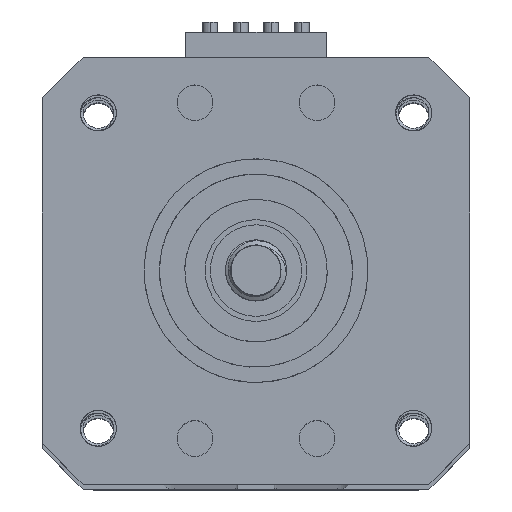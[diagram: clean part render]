
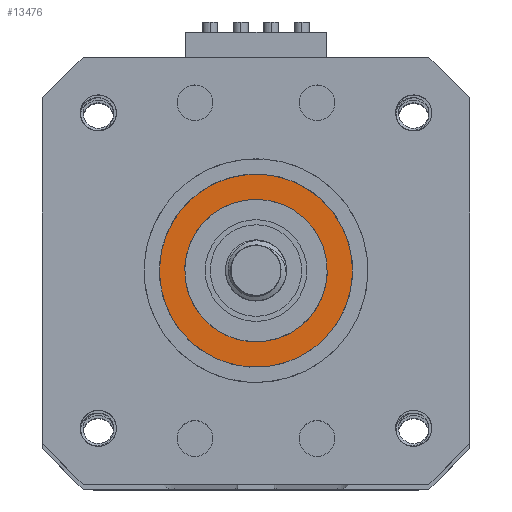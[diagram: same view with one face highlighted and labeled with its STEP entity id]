
A CAD part, top view. The second image highlights one B-rep face of the part: STEP entity #13476.
In plain terms, the highlighted face is planar.
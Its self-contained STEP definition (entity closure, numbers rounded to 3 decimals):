
#77 = CIRCLE ( 'NONE', #1386, 9.5 ) ;
#1386 = AXIS2_PLACEMENT_3D ( 'NONE', #17862, #27795, #27197 ) ;
#1565 = EDGE_LOOP ( 'NONE', ( #7480, #36761 ) ) ;
#1890 = EDGE_CURVE ( 'NONE', #12169, #16352, #77, .T. ) ;
#2124 = FACE_OUTER_BOUND ( 'NONE', #4560, .T. ) ;
#2257 = ORIENTED_EDGE ( 'NONE', *, *, #33001, .F. ) ;
#4560 = EDGE_LOOP ( 'NONE', ( #17777, #2257 ) ) ;
#4700 = VERTEX_POINT ( 'NONE', #16046 ) ;
#5092 = CARTESIAN_POINT ( 'NONE',  ( 0., 0., 6. ) ) ;
#7480 = ORIENTED_EDGE ( 'NONE', *, *, #28809, .T. ) ;
#9602 = AXIS2_PLACEMENT_3D ( 'NONE', #26912, #27108, #33785 ) ;
#9856 = DIRECTION ( 'NONE',  ( 1., 0., 0. ) ) ;
#9893 = CARTESIAN_POINT ( 'NONE',  ( 9.5, 0., 6. ) ) ;
#11531 = CARTESIAN_POINT ( 'NONE',  ( 0., 0., 6. ) ) ;
#11593 = DIRECTION ( 'NONE',  ( 1., 0., 0. ) ) ;
#12169 = VERTEX_POINT ( 'NONE', #23753 ) ;
#13476 = ADVANCED_FACE ( 'NONE', ( #2124, #27312 ), #33183, .F. ) ;
#14443 = DIRECTION ( 'NONE',  ( 0., 0., 1. ) ) ;
#16046 = CARTESIAN_POINT ( 'NONE',  ( -7., 0., 6. ) ) ;
#16352 = VERTEX_POINT ( 'NONE', #9893 ) ;
#17777 = ORIENTED_EDGE ( 'NONE', *, *, #1890, .F. ) ;
#17799 = AXIS2_PLACEMENT_3D ( 'NONE', #25494, #37682, #9856 ) ;
#17862 = CARTESIAN_POINT ( 'NONE',  ( 0., 0., 6. ) ) ;
#23753 = CARTESIAN_POINT ( 'NONE',  ( -9.5, 0., 6. ) ) ;
#24214 = AXIS2_PLACEMENT_3D ( 'NONE', #11531, #38749, #29214 ) ;
#25494 = CARTESIAN_POINT ( 'NONE',  ( 0., 0., 6. ) ) ;
#26811 = CIRCLE ( 'NONE', #24214, 7. ) ;
#26912 = CARTESIAN_POINT ( 'NONE',  ( 0., 0., 6. ) ) ;
#26986 = CIRCLE ( 'NONE', #33465, 7. ) ;
#27108 = DIRECTION ( 'NONE',  ( 0., 0., 1. ) ) ;
#27197 = DIRECTION ( 'NONE',  ( 1., 0., 0. ) ) ;
#27312 = FACE_BOUND ( 'NONE', #1565, .T. ) ;
#27795 = DIRECTION ( 'NONE',  ( 0., 0., 1. ) ) ;
#28248 = CARTESIAN_POINT ( 'NONE',  ( 7., 0., 6. ) ) ;
#28809 = EDGE_CURVE ( 'NONE', #4700, #35043, #26986, .T. ) ;
#29214 = DIRECTION ( 'NONE',  ( 1., 0., 0. ) ) ;
#33001 = EDGE_CURVE ( 'NONE', #16352, #12169, #34639, .T. ) ;
#33183 = PLANE ( 'NONE',  #9602 ) ;
#33465 = AXIS2_PLACEMENT_3D ( 'NONE', #5092, #14443, #11593 ) ;
#33785 = DIRECTION ( 'NONE',  ( 1., 0., 0. ) ) ;
#34639 = CIRCLE ( 'NONE', #17799, 9.5 ) ;
#35043 = VERTEX_POINT ( 'NONE', #28248 ) ;
#35721 = EDGE_CURVE ( 'NONE', #35043, #4700, #26811, .T. ) ;
#36761 = ORIENTED_EDGE ( 'NONE', *, *, #35721, .T. ) ;
#37682 = DIRECTION ( 'NONE',  ( 0., 0., 1. ) ) ;
#38749 = DIRECTION ( 'NONE',  ( 0., 0., 1. ) ) ;
